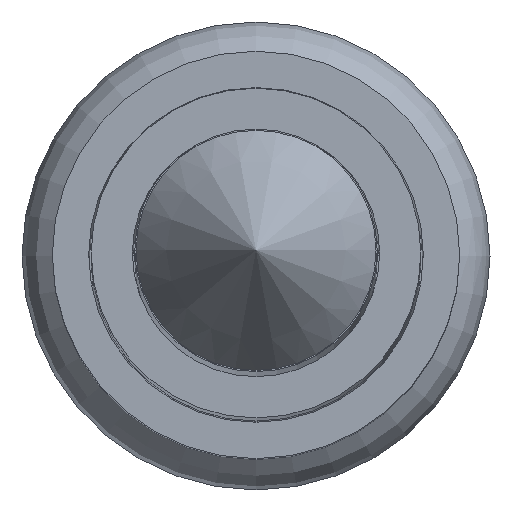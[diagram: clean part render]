
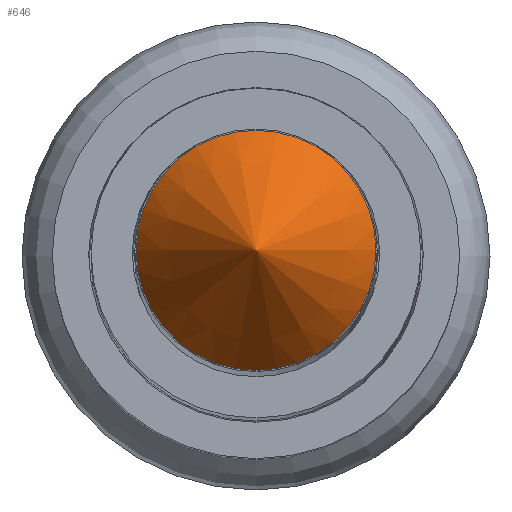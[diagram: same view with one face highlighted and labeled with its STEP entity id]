
A CAD part, top view. The second image highlights one B-rep face of the part: STEP entity #646.
In plain terms, the highlighted conical face has half-angle 35.264 degrees and reference radius 0.495 mm.
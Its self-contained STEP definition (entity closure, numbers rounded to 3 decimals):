
#545 = PLANE('',#546);
#546 = AXIS2_PLACEMENT_3D('',#547,#548,#549);
#547 = CARTESIAN_POINT('',(0.,0.,31.35));
#548 = DIRECTION('',(0.,0.,1.));
#549 = DIRECTION('',(1.,0.,0.));
#614 = EDGE_CURVE('',#615,#615,#617,.T.);
#615 = VERTEX_POINT('',#616);
#616 = CARTESIAN_POINT('',(0.495,0.,31.35));
#617 = SURFACE_CURVE('',#618,(#623,#630),.PCURVE_S1.);
#618 = CIRCLE('',#619,0.495);
#619 = AXIS2_PLACEMENT_3D('',#620,#621,#622);
#620 = CARTESIAN_POINT('',(0.,0.,31.35));
#621 = DIRECTION('',(0.,0.,1.));
#622 = DIRECTION('',(1.,0.,0.));
#623 = PCURVE('',#545,#624);
#624 = DEFINITIONAL_REPRESENTATION('',(#625),#629);
#625 = CIRCLE('',#626,0.495);
#626 = AXIS2_PLACEMENT_2D('',#627,#628);
#627 = CARTESIAN_POINT('',(0.,0.));
#628 = DIRECTION('',(1.,0.));
#629 = ( GEOMETRIC_REPRESENTATION_CONTEXT(2) 
PARAMETRIC_REPRESENTATION_CONTEXT() REPRESENTATION_CONTEXT('2D SPACE',''
  ) );
#630 = PCURVE('',#631,#636);
#631 = CONICAL_SURFACE('',#632,0.495,0.615);
#632 = AXIS2_PLACEMENT_3D('',#633,#634,#635);
#633 = CARTESIAN_POINT('',(0.,0.,31.35));
#634 = DIRECTION('',(-0.,-0.,-1.));
#635 = DIRECTION('',(1.,0.,0.));
#636 = DEFINITIONAL_REPRESENTATION('',(#637),#641);
#637 = LINE('',#638,#639);
#638 = CARTESIAN_POINT('',(-0.,-0.));
#639 = VECTOR('',#640,1.);
#640 = DIRECTION('',(-1.,-0.));
#641 = ( GEOMETRIC_REPRESENTATION_CONTEXT(2) 
PARAMETRIC_REPRESENTATION_CONTEXT() REPRESENTATION_CONTEXT('2D SPACE',''
  ) );
#646 = ADVANCED_FACE('',(#647),#631,.T.);
#647 = FACE_BOUND('',#648,.T.);
#648 = EDGE_LOOP('',(#649,#672,#673));
#649 = ORIENTED_EDGE('',*,*,#650,.F.);
#650 = EDGE_CURVE('',#615,#651,#653,.T.);
#651 = VERTEX_POINT('',#652);
#652 = CARTESIAN_POINT('',(0.,0.,
    32.05));
#653 = SEAM_CURVE('',#654,(#658,#665),.PCURVE_S1.);
#654 = LINE('',#655,#656);
#655 = CARTESIAN_POINT('',(0.495,0.,31.35));
#656 = VECTOR('',#657,1.);
#657 = DIRECTION('',(-0.577,0.,0.816)
  );
#658 = PCURVE('',#631,#659);
#659 = DEFINITIONAL_REPRESENTATION('',(#660),#664);
#660 = LINE('',#661,#662);
#661 = CARTESIAN_POINT('',(-6.283,0.));
#662 = VECTOR('',#663,1.);
#663 = DIRECTION('',(-0.,-1.));
#664 = ( GEOMETRIC_REPRESENTATION_CONTEXT(2) 
PARAMETRIC_REPRESENTATION_CONTEXT() REPRESENTATION_CONTEXT('2D SPACE',''
  ) );
#665 = PCURVE('',#631,#666);
#666 = DEFINITIONAL_REPRESENTATION('',(#667),#671);
#667 = LINE('',#668,#669);
#668 = CARTESIAN_POINT('',(0.,-0.));
#669 = VECTOR('',#670,1.);
#670 = DIRECTION('',(-0.,-1.));
#671 = ( GEOMETRIC_REPRESENTATION_CONTEXT(2) 
PARAMETRIC_REPRESENTATION_CONTEXT() REPRESENTATION_CONTEXT('2D SPACE',''
  ) );
#672 = ORIENTED_EDGE('',*,*,#614,.T.);
#673 = ORIENTED_EDGE('',*,*,#650,.T.);
